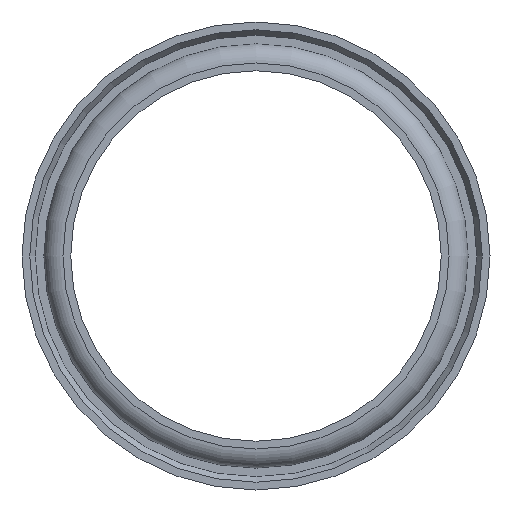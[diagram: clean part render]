
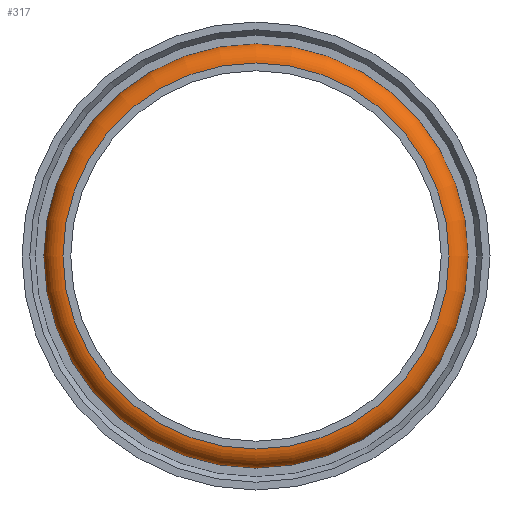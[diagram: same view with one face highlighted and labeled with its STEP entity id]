
A CAD part, front view. The second image highlights one B-rep face of the part: STEP entity #317.
In plain terms, the highlighted toroidal (fillet/blend) face has major radius 495 mm and minor radius 50 mm.
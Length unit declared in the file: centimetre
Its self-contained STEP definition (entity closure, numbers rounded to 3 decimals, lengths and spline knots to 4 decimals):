
#75=FACE_OUTER_BOUND('',#99,.T.);
#99=EDGE_LOOP('',(#272,#273,#274,#275));
#130=CIRCLE('',#363,54.399);
#131=CIRCLE('',#365,49.5);
#132=CIRCLE('',#366,5.);
#160=VERTEX_POINT('',#573);
#161=VERTEX_POINT('',#576);
#199=EDGE_CURVE('',#160,#160,#130,.T.);
#200=EDGE_CURVE('',#161,#161,#131,.T.);
#201=EDGE_CURVE('',#161,#160,#132,.T.);
#272=ORIENTED_EDGE('',*,*,#200,.F.);
#273=ORIENTED_EDGE('',*,*,#201,.T.);
#274=ORIENTED_EDGE('',*,*,#199,.T.);
#275=ORIENTED_EDGE('',*,*,#201,.F.);
#299=TOROIDAL_SURFACE('',#364,49.5,5.);
#317=ADVANCED_FACE('',(#75),#299,.T.);
#363=AXIS2_PLACEMENT_3D('',#574,#468,#469);
#364=AXIS2_PLACEMENT_3D('',#575,#470,#471);
#365=AXIS2_PLACEMENT_3D('',#577,#472,#473);
#366=AXIS2_PLACEMENT_3D('',#578,#474,#475);
#468=DIRECTION('center_axis',(0.,-1.,0.));
#469=DIRECTION('ref_axis',(1.,0.,0.));
#470=DIRECTION('center_axis',(0.,-1.,0.));
#471=DIRECTION('ref_axis',(0.,0.,-1.));
#472=DIRECTION('center_axis',(0.,-1.,0.));
#473=DIRECTION('ref_axis',(1.,0.,0.));
#474=DIRECTION('center_axis',(-1.,0.,0.));
#475=DIRECTION('ref_axis',(0.,0.,1.));
#573=CARTESIAN_POINT('',(0.,4.,54.399));
#574=CARTESIAN_POINT('Origin',(0.,4.,0.));
#575=CARTESIAN_POINT('Origin',(0.,5.,0.));
#576=CARTESIAN_POINT('',(0.,0.,49.5));
#577=CARTESIAN_POINT('Origin',(0.,0.,0.));
#578=CARTESIAN_POINT('Origin',(0.,5.,49.5));
